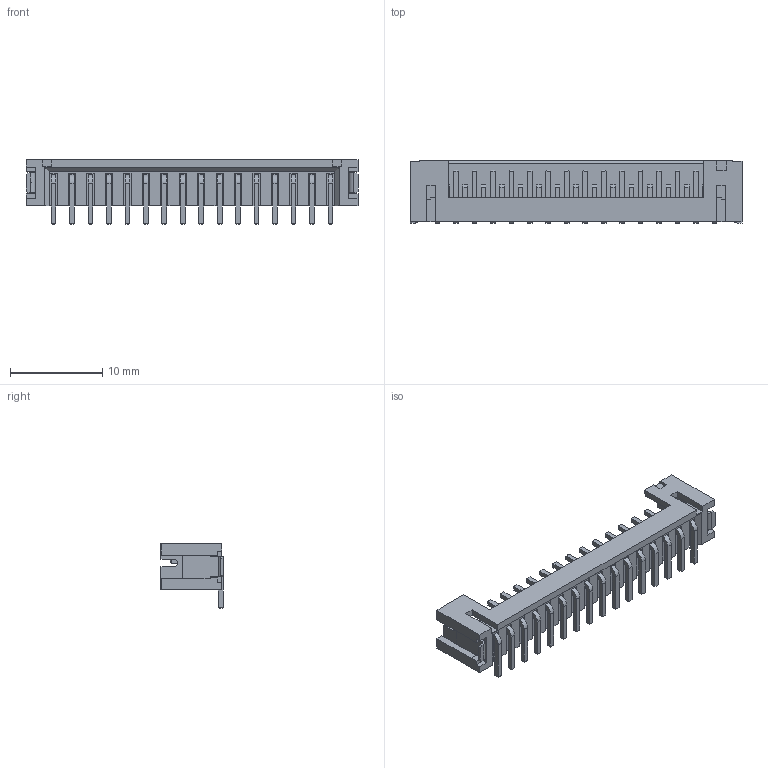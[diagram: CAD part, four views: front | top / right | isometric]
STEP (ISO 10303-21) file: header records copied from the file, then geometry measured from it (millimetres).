
FILE_DESCRIPTION (( 'STEP AP214' ), '1' );
FILE_NAME ('JST-B16B-PH-SM4-TB.STEP', '2020-12-29T21:53:57', ( '' ), ( '' ), 'SwSTEP 2.0', 'SolidWorks 2020', '' );
FILE_SCHEMA (( 'AUTOMOTIVE_DESIGN' ));
Length unit declared in the file: millimetre
Products named in the file (1): JST-B16B-PH-SM4-TB
Bounding box: 35.95 x 6.72 x 7 mm (x, y, z)
Volume: 548 mm3; surface area: 1337.6 mm2
Topology: 1 solids, 1 shells, 675 faces, 1715 edges, 1070 vertices
Faces by surface type: plane 603, bspline 64, cylinder 8
Entity records: 29099 total; most frequent: CARTESIAN_POINT 5721, ORIENTED_EDGE 3430, DIRECTION 3017, EDGE_CURVE 1715, LINE 1633, VECTOR 1633, VERTEX_POINT 1070, EDGE_LOOP 707
